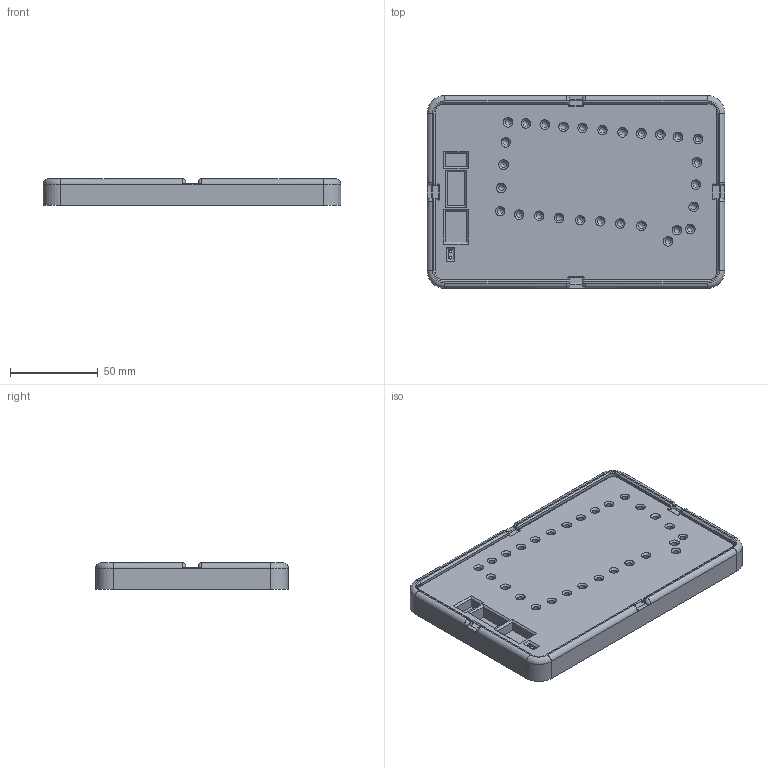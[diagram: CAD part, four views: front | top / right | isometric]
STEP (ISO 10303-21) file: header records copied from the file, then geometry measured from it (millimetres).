
FILE_DESCRIPTION(/* description */ (''),/* implementation_level */ '2;1');
FILE_NAME(/* name */ 'PCB Lötplatte GibmirmalneWAGO v4.stp',/* time_stamp */ '2025-09-17T11:15:07+02:00',/* author */ (''),/* organization */ (''),/* preprocessor_version */ 'ST-DEVELOPER v20',/* originating_system */ 'SIEMENS PLM Software NX2406.7001',/* authorisation */ '');
FILE_SCHEMA (('AUTOMOTIVE_DESIGN { 1 0 10303 214 3 1 1 1 }'));
Length unit declared in the file: millimetre
Products named in the file (1): PCB Lötplatte GibmirmalneWAGO v4
Bounding box: 170 x 110 x 15 mm (x, y, z)
Volume: 226307.4 mm3; surface area: 48358.8 mm2
Topology: 1 solids, 1 shells, 253 faces, 643 edges, 396 vertices
Faces by surface type: plane 118, cylinder 63, cone 60, bspline 8, torus 4
Full cylindrical faces by diameter (mm): 1.6 x2, 3.45 x28
Entity records: 7531 total; most frequent: CARTESIAN_POINT 1451, DIRECTION 1289, ORIENTED_EDGE 1230, EDGE_CURVE 615, AXIS2_PLACEMENT_3D 450, VERTEX_POINT 396, LINE 389, VECTOR 389
